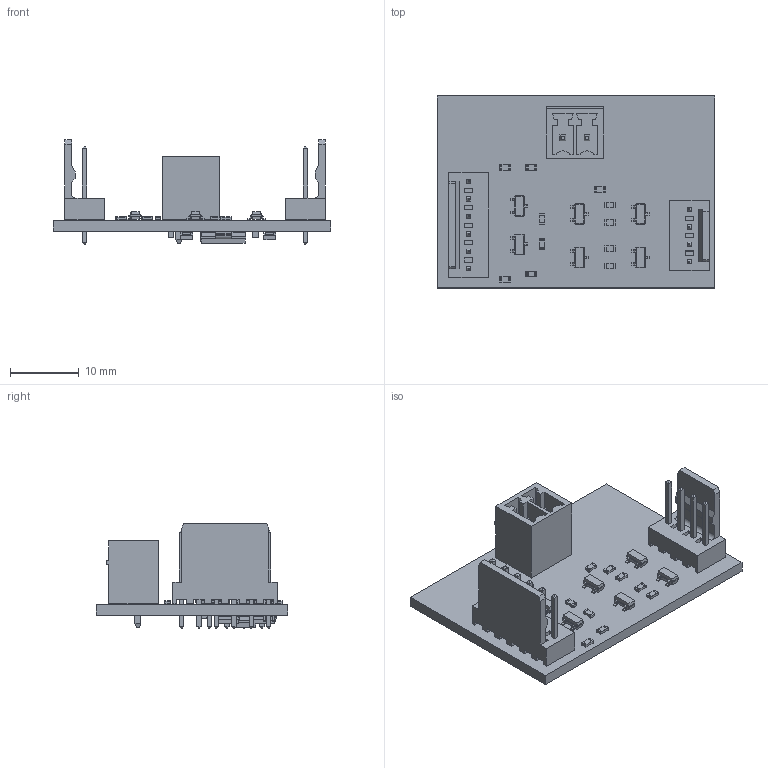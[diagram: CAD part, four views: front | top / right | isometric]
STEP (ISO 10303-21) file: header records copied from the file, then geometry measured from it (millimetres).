
FILE_DESCRIPTION(('KiCad electronic assembly'),'2;1');
FILE_NAME('CODER_LEVEL_BOARD_V0.10.step','2020-03-27T07:27:16',( 'An Author'),('A Company'),'Open CASCADE STEP processor 6.9', 'KiCad to STEP converter','Unknown');
FILE_SCHEMA(('AUTOMOTIVE_DESIGN { 1 0 10303 214 1 1 1 1 }'));
Length unit declared in the file: millimetre
Products named in the file (18): Open CASCADE STEP translator 6.9 1; CP_EIA-3216-10_Kemet-I; SOLID; C_0603_1608Metric; Molex_KK-254_AE-6410-06A_1x06_P2.54mm_Vertical; PhoenixContact_MCV_1,5_2-G-3.5_1x02_P3.50mm_Vertical; Molex_KK-254_AE-6410-04A_1x04_P2.54mm_Vertical; SOT-23; R_0603_1608Metric; SOT-223; COMPOUND
Assembly tree (37 placements, depth 3):
  Open CASCADE STEP translator 6.9 1
    CP_EIA-3216-10_Kemet-I  x3
      SOLID
    C_0603_1608Metric  x2
      SOLID
    Molex_KK-254_AE-6410-06A_1x06_P2.54mm_Vertical
      SOLID
    PhoenixContact_MCV_1,5_2-G-3.5_1x02_P3.50mm_Vertical
      SOLID
    Molex_KK-254_AE-6410-04A_1x04_P2.54mm_Vertical
      SOLID
    SOT-23  x6
      SOLID
    R_0603_1608Metric  x13
      SOLID
    SOT-223
      SOLID
    COMPOUND
Bounding box: 40.39 x 27.94 x 15.26 mm (x, y, z)
Volume: 2878.6 mm3; surface area: 4968.9 mm2
Topology: 29 solids, 29 shells, 1428 faces, 3562 edges, 2228 vertices
Faces by surface type: plane 982, cylinder 244, bspline 202
Full cylindrical faces by diameter (mm): 1.2 x12
Entity records: 43474 total; most frequent: CARTESIAN_POINT 7196, DIRECTION 5795, LINE 4237, VECTOR 4237, ORIENTED_EDGE 3132, PCURVE 3132, DEFINITIONAL_REPRESENTATION 3132, EDGE_CURVE 1566
